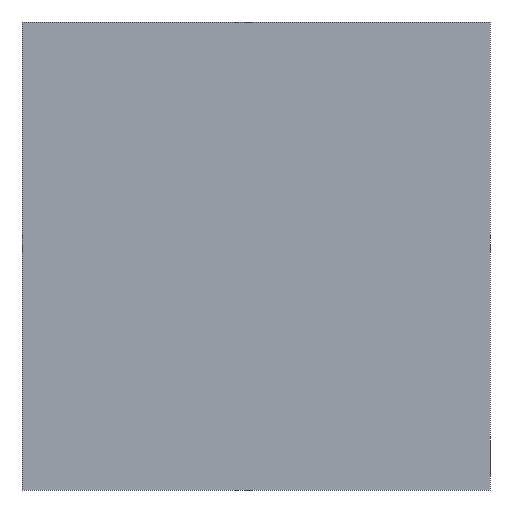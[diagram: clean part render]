
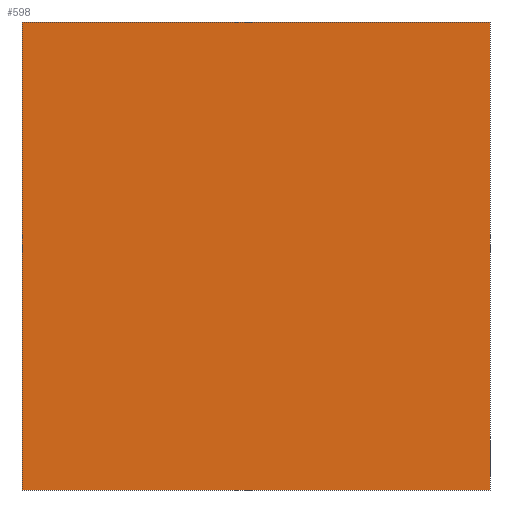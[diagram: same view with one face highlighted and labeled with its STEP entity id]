
A CAD part, front view. The second image highlights one B-rep face of the part: STEP entity #598.
In plain terms, the highlighted planar face has unit normal (0, -1, 0).
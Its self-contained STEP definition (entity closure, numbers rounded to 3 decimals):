
#89=FACE_OUTER_BOUND('',#133,.T.);
#133=EDGE_LOOP('',(#510,#511,#512,#513));
#168=LINE('',#901,#225);
#196=LINE('',#1002,#253);
#197=LINE('',#1004,#254);
#198=LINE('',#1005,#255);
#225=VECTOR('',#715,10.);
#253=VECTOR('',#835,10.);
#254=VECTOR('',#836,10.);
#255=VECTOR('',#837,10.);
#278=VERTEX_POINT('',#898);
#279=VERTEX_POINT('',#900);
#306=VERTEX_POINT('',#1001);
#307=VERTEX_POINT('',#1003);
#332=EDGE_CURVE('',#279,#278,#168,.T.);
#378=EDGE_CURVE('',#306,#278,#196,.T.);
#379=EDGE_CURVE('',#307,#306,#197,.T.);
#380=EDGE_CURVE('',#279,#307,#198,.T.);
#510=ORIENTED_EDGE('',*,*,#378,.F.);
#511=ORIENTED_EDGE('',*,*,#379,.F.);
#512=ORIENTED_EDGE('',*,*,#380,.F.);
#513=ORIENTED_EDGE('',*,*,#332,.T.);
#559=PLANE('',#669);
#598=ADVANCED_FACE('',(#89),#559,.T.);
#669=AXIS2_PLACEMENT_3D('',#1000,#833,#834);
#715=DIRECTION('',(0.,0.,1.));
#833=DIRECTION('center_axis',(0.,-1.,0.));
#834=DIRECTION('ref_axis',(1.,0.,0.));
#835=DIRECTION('',(1.,0.,0.));
#836=DIRECTION('',(0.,0.,1.));
#837=DIRECTION('',(-1.,0.,0.));
#898=CARTESIAN_POINT('',(0.,0.,150.));
#900=CARTESIAN_POINT('',(0.,0.,0.));
#901=CARTESIAN_POINT('',(0.,0.,0.));
#1000=CARTESIAN_POINT('Origin',(-150.,0.,0.));
#1001=CARTESIAN_POINT('',(-150.,0.,150.));
#1002=CARTESIAN_POINT('',(0.,0.,150.));
#1003=CARTESIAN_POINT('',(-150.,0.,0.));
#1004=CARTESIAN_POINT('',(-150.,0.,0.));
#1005=CARTESIAN_POINT('',(0.,0.,0.));
